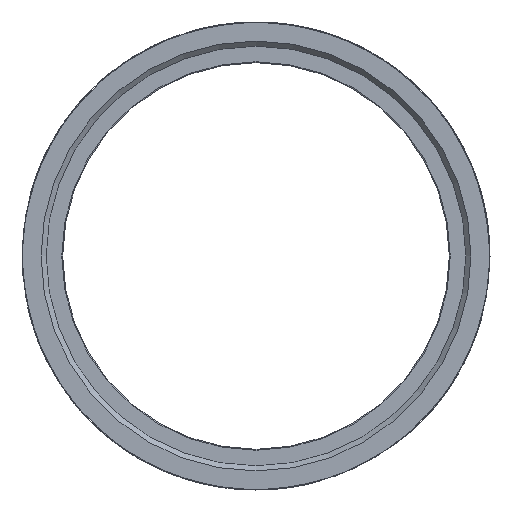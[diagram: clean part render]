
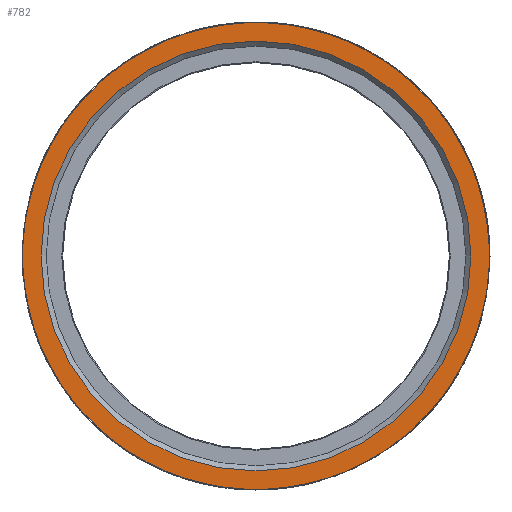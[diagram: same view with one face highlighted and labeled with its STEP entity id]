
A CAD part, left-side view. The second image highlights one B-rep face of the part: STEP entity #782.
In plain terms, the highlighted planar face has unit normal (-1, 0, 0).
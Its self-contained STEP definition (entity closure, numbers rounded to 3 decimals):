
#782=ADVANCED_FACE('',(#903,#904),#891,.F.);
#891=PLANE('',#3462);
#903=FACE_BOUND('',#1064,.T.);
#904=FACE_BOUND('',#1065,.T.);
#1064=EDGE_LOOP('',(#1288));
#1065=EDGE_LOOP('',(#1289));
#1288=ORIENTED_EDGE('',*,*,#2886,.T.);
#1289=ORIENTED_EDGE('',*,*,#2885,.T.);
#2351=VERTEX_POINT('',#3911);
#2352=VERTEX_POINT('',#3914);
#2885=EDGE_CURVE('',#2351,#2351,#3419,.T.);
#2886=EDGE_CURVE('',#2352,#2352,#3420,.T.);
#3419=CIRCLE('',#3459,23.);
#3420=CIRCLE('',#3461,21.125);
#3459=AXIS2_PLACEMENT_3D('',#3910,#3619,#3620);
#3461=AXIS2_PLACEMENT_3D('',#3913,#3623,#3624);
#3462=AXIS2_PLACEMENT_3D('',#3915,#3625,#3626);
#3619=DIRECTION('',(-1.,0.,0.));
#3620=DIRECTION('',(0.,0.,1.));
#3623=DIRECTION('',(1.,0.,0.));
#3624=DIRECTION('',(0.,0.,-1.));
#3625=DIRECTION('',(1.,0.,0.));
#3626=DIRECTION('',(0.,0.,-1.));
#3910=CARTESIAN_POINT('',(0.,0.,0.));
#3911=CARTESIAN_POINT('',(0.,0.,23.));
#3913=CARTESIAN_POINT('',(0.,0.,0.));
#3914=CARTESIAN_POINT('',(0.,0.,-21.125));
#3915=CARTESIAN_POINT('',(0.,23.,0.));
